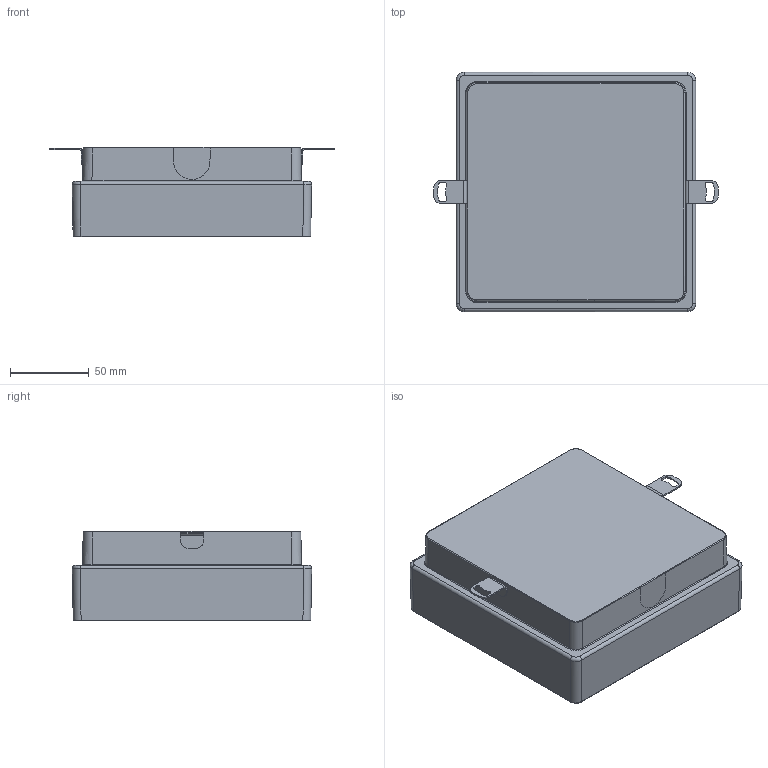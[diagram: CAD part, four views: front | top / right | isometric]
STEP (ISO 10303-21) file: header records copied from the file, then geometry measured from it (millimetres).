
FILE_DESCRIPTION(/* description */ (''),/* implementation_level */ '2;1');
FILE_NAME(/* name */ 'T4001800_EGO 150 WO VETRO FLAT QUADRO',/* time_stamp */ '2018-02-06T10:39:29+01:00',/* author */ (''),/* organization */ (''),/* preprocessor_version */ 'ST-DEVELOPER v15',/* originating_system */ '',/* authorisation */ '');
FILE_SCHEMA (('CONFIG_CONTROL_DESIGN'));
Length unit declared in the file: millimetre
Products named in the file (1): Document
Bounding box: 180.37 x 151.71 x 56.92 mm (x, y, z)
Volume: 1192912.3 mm3; surface area: 139227.8 mm2
Topology: 7 solids, 7 shells, 270 faces, 672 edges, 421 vertices
Faces by surface type: bspline 158, plane 112
Entity records: 9591 total; most frequent: CARTESIAN_POINT 5467, ORIENTED_EDGE 1344, EDGE_CURVE 672, VERTEX_POINT 421, B_SPLINE_CURVE_WITH_KNOTS 395, EDGE_LOOP 291, ADVANCED_FACE 270, FACE_OUTER_BOUND 270
